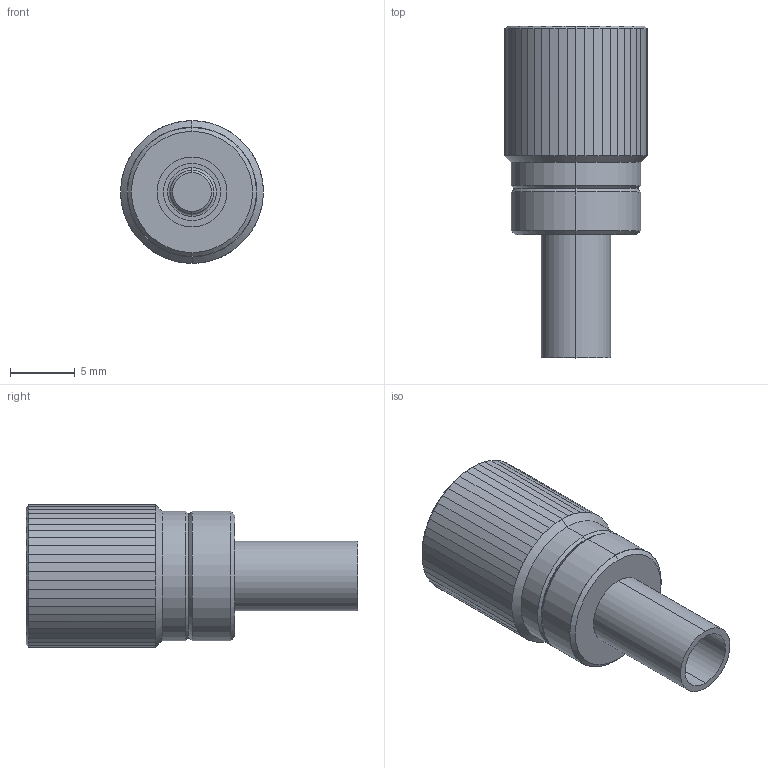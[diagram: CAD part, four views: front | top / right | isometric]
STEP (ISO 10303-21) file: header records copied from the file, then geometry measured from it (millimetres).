
FILE_DESCRIPTION((''),'2;1');
FILE_NAME('1','2021-08-14T',('Administrator'),(''),'PRO/ENGINEER BY PARAMETRIC TECHNOLOGY CORPORATION, 2012090','PRO/ENGINEER BY PARAMETRIC TECHNOLOGY CORPORATION, 2012090','');
FILE_SCHEMA(('CONFIG_CONTROL_DESIGN'));
Length unit declared in the file: millimetre
Products named in the file (1): 1
Bounding box: 11 x 25.6 x 11 mm (x, y, z)
Volume: 1396.6 mm3; surface area: 1274.9 mm2
Topology: 1 solids, 1 shells, 166 faces, 388 edges, 234 vertices
Faces by surface type: plane 114, cylinder 26, cone 18, bspline 6, torus 2
Entity records: 6009 total; most frequent: CARTESIAN_POINT 2376, ORIENTED_EDGE 776, DIRECTION 694, EDGE_CURVE 388, AXIS2_PLACEMENT_3D 271, VERTEX_POINT 234, EDGE_LOOP 176, FACE_OUTER_BOUND 166
